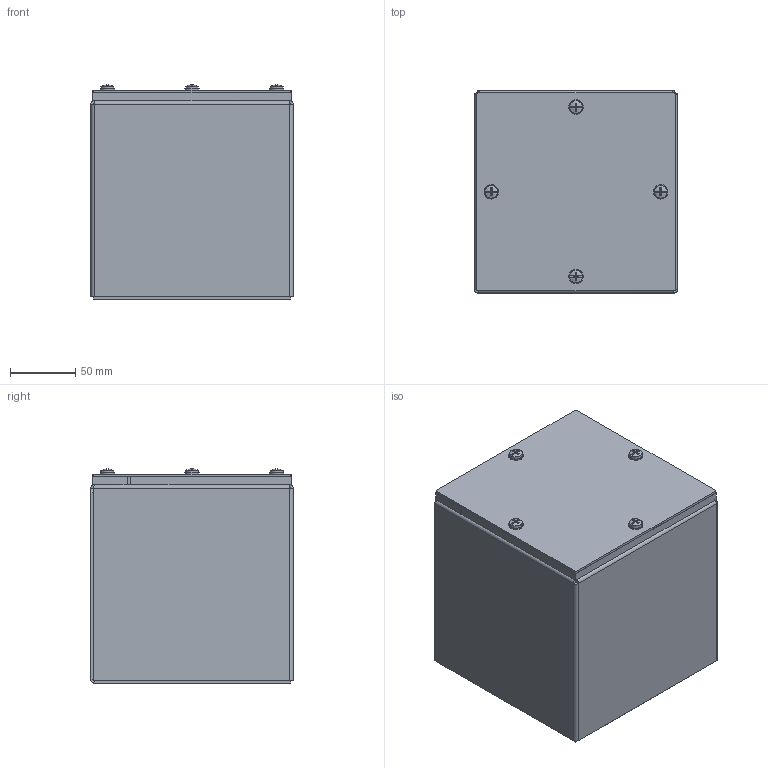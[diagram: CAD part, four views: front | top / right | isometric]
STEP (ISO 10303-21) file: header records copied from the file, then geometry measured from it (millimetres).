
FILE_DESCRIPTION(/* description */ ('WA_GSCSS, NEMA 4X, BACK & TOP, 6 X 6 X 6'),/* implementation_level */ '2;1');
FILE_NAME(/* name */ 'WA060606GSCSS.stp',/* time_stamp */ '2016-10-24T07:07:06-05:00',/* author */ ('mraetz'),/* organization */ (''),/* preprocessor_version */ 'ST-DEVELOPER v16.1',/* originating_system */ 'Autodesk Inventor 2016',/* authorisation */ '');
FILE_SCHEMA (('AUTOMOTIVE_DESIGN { 1 0 10303 214 3 1 1 }'));
Length unit declared in the file: inch
Products named in the file (9): WA060606GSCSSBT; WA0606GSCSSLID; 316279; 37210; 39035; 39077; 34984; WA060606GSCSS3S; WA060606GSCSS
Assembly tree (21 placements, depth 2):
  WA060606GSCSS
    WA060606GSCSSBT
    WA0606GSCSSLID
    316279  x2
    37210  x4
    39035  x4
    39077  x4
    34984  x4
    WA060606GSCSS3S
Bounding box: 155.57 x 155.57 x 164.55 mm (x, y, z)
Volume: 352253.3 mm3; surface area: 336451.4 mm2
Topology: 21 solids, 21 shells, 432 faces, 1052 edges, 670 vertices
Faces by surface type: plane 254, cylinder 84, cone 52, torus 24, bspline 10, sphere 8
Full cylindrical faces by diameter (mm): 3.962 x4, 4.255 x4, 4.775 x4, 4.978 x4, 6.299 x4, 6.528 x4, 7.061 x4, 7.144 x4, 7.95 x4, 10.312 x4, 11.112 x4, 11.506 x4
Entity records: 5887 total; most frequent: CARTESIAN_POINT 1376, DIRECTION 878, ORIENTED_EDGE 816, EDGE_CURVE 408, AXIS2_PLACEMENT_3D 318, VERTEX_POINT 266, LINE 242, VECTOR 242
